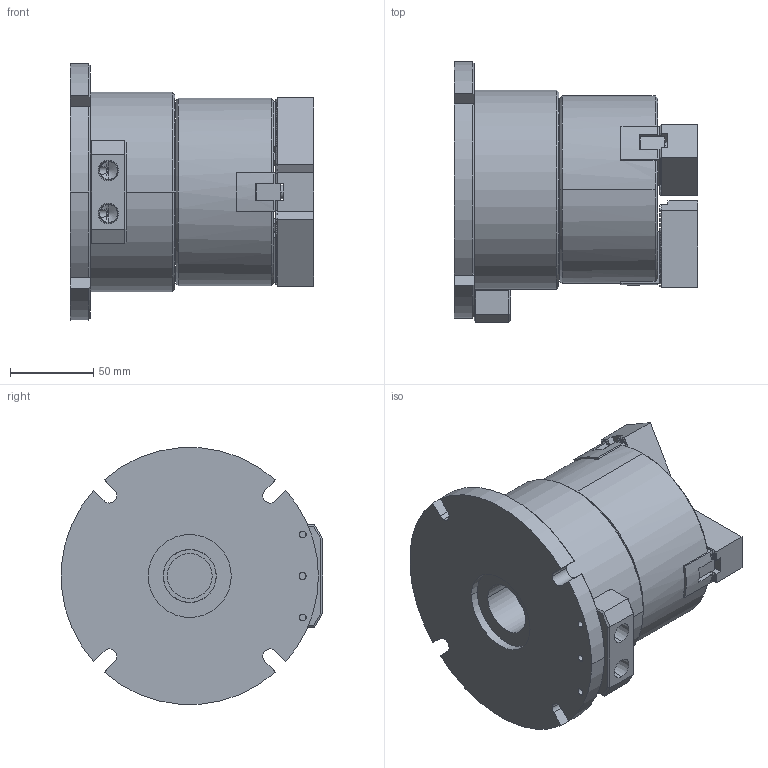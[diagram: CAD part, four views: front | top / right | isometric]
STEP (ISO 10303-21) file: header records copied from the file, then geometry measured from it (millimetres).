
FILE_DESCRIPTION (( 'STEP AP203' ), '1' );
FILE_NAME ('CF-VH2-3204.STEP', '2020-05-27T07:21:10', ( '' ), ( '' ), 'SwSTEP 2.0', 'SolidWorks 2016', '' );
FILE_SCHEMA (( 'CONFIG_CONTROL_DESIGN' ));
Length unit declared in the file: millimetre
Products named in the file (18): CF-VH2-3204; CF-3H-204-09000; CF-3H-204-04000(T型塊); CF-VH2-04-03000; SJ-04; VH-06-05000; 半圓頭六角孔螺栓_M4x8; 圓頭內六角螺栓_M5x25; CF-VH2-04-01000; 圓頭內六角螺栓_M10x60; CF-3H-204-01010; CF-VH2-04-02000; 圓頭內六角螺栓_M8x20; CF-3H-204-02010; CF-VH2-04-04000; CF-3H-204-03010; CF-3H-204_VH2-3204; CF-3H-204-07010
Assembly tree (34 placements, depth 3):
  CF-VH2-3204
    CF-VH2-04-01000
    CF-VH2-04-02000
    CF-VH2-04-03000
    VH-06-05000
    圓頭內六角螺栓_M5x25  x3
    CF-3H-204_VH2-3204
      CF-3H-204-01010
      CF-3H-204-02010
      CF-3H-204-03010  x3
      CF-3H-204-07010
      CF-3H-204-09000
      CF-3H-204-04000(T型塊)  x3
      SJ-04  x3
      半圓頭六角孔螺栓_M4x8  x3
      圓頭內六角螺栓_M10x60  x3
      圓頭內六角螺栓_M8x20  x6
      CF-VH2-04-04000
Bounding box: 146.8 x 157.25 x 154.49 mm (x, y, z)
Volume: 1343168.1 mm3; surface area: 285276.1 mm2
Topology: 33 solids, 33 shells, 2227 faces, 6112 edges, 3970 vertices
Faces by surface type: plane 1441, cylinder 610, cone 166, torus 10
Entity records: 32052 total; most frequent: CARTESIAN_POINT 6137, ORIENTED_EDGE 5048, DIRECTION 4764, EDGE_CURVE 2524, VECTOR 1708, LINE 1708, VERTEX_POINT 1643, AXIS2_PLACEMENT_3D 1528
